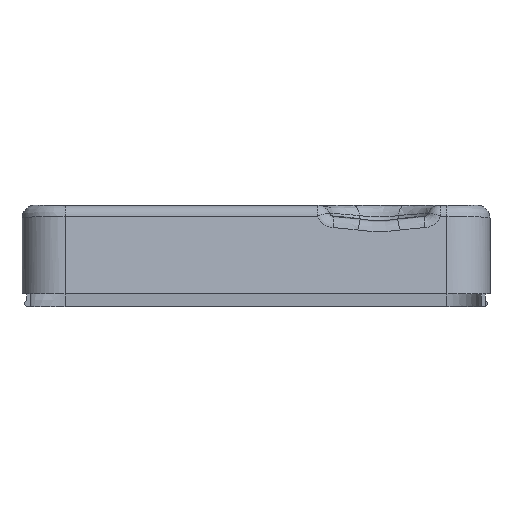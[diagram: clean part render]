
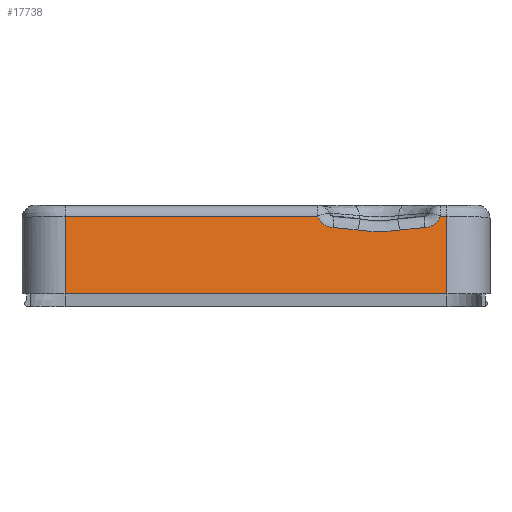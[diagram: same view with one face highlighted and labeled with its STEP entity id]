
A CAD part, front view. The second image highlights one B-rep face of the part: STEP entity #17738.
In plain terms, the highlighted planar face has unit normal (0, -0.99, 0.139).
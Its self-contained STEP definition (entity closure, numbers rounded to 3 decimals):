
#2381=DIRECTION('',(1.,0.,0.));
#2382=VECTOR('',#2381,58.648);
#2383=CARTESIAN_POINT('',(-42.1,-81.563,32.018));
#2384=LINE('',#2383,#2382);
#2395=DIRECTION('',(1.,0.,0.));
#2396=VECTOR('',#2395,88.7);
#2397=CARTESIAN_POINT('',(-42.1,-84.095,14.));
#2398=LINE('',#2397,#2396);
#2402=CARTESIAN_POINT('',(20.204,-81.93,29.406));
#2403=CARTESIAN_POINT('',(19.807,-81.929,29.416));
#2404=CARTESIAN_POINT('',(19.015,-81.909,29.554));
#2405=CARTESIAN_POINT('',(17.94,-81.832,30.102));
#2406=CARTESIAN_POINT('',(17.074,-81.714,30.941));
#2407=CARTESIAN_POINT('',(16.686,-81.615,31.645));
#2408=CARTESIAN_POINT('',(16.548,-81.563,32.018));
#2413=CARTESIAN_POINT('',(25.98,-82.01,28.835));
#2414=CARTESIAN_POINT('',(24.073,-81.963,29.169));
#2415=CARTESIAN_POINT('',(22.14,-81.936,29.36));
#2416=CARTESIAN_POINT('',(20.204,-81.93,29.406));
#2421=CARTESIAN_POINT('',(35.62,-82.01,28.835));
#2422=CARTESIAN_POINT('',(32.437,-82.088,28.279));
#2423=CARTESIAN_POINT('',(29.163,-82.088,28.279));
#2424=CARTESIAN_POINT('',(25.98,-82.01,28.835));
#2429=CARTESIAN_POINT('',(41.396,-81.93,29.406));
#2430=CARTESIAN_POINT('',(39.46,-81.936,29.36));
#2431=CARTESIAN_POINT('',(37.527,-81.963,29.169));
#2432=CARTESIAN_POINT('',(35.62,-82.01,28.835));
#2437=CARTESIAN_POINT('',(45.052,-81.563,32.018));
#2438=CARTESIAN_POINT('',(44.914,-81.615,31.645));
#2439=CARTESIAN_POINT('',(44.526,-81.714,30.941));
#2440=CARTESIAN_POINT('',(43.66,-81.832,30.102));
#2441=CARTESIAN_POINT('',(42.585,-81.909,29.554));
#2442=CARTESIAN_POINT('',(41.793,-81.929,29.416));
#2443=CARTESIAN_POINT('',(41.396,-81.93,29.406));
#2455=DIRECTION('',(1.,0.,0.));
#2456=VECTOR('',#2455,1.548);
#2457=CARTESIAN_POINT('',(45.052,-81.563,32.018));
#2458=LINE('',#2457,#2456);
#2568=DIRECTION('',(0.,0.139,0.99));
#2569=VECTOR('',#2568,18.195);
#2570=CARTESIAN_POINT('',(-42.1,-84.095,14.));
#2571=LINE('',#2570,#2569);
#2575=CARTESIAN_POINT('',(-42.1,-81.563,32.018));
#5389=CARTESIAN_POINT('',(41.396,-81.93,29.406));
#9287=DIRECTION('',(0.,-0.139,-0.99));
#9288=VECTOR('',#9287,18.195);
#9289=CARTESIAN_POINT('',(46.6,-81.563,32.018));
#9290=LINE('',#9289,#9288);
#9300=CARTESIAN_POINT('',(46.6,-81.563,32.018));
#13526=CARTESIAN_POINT('',(-42.1,-84.095,14.));
#13527=CARTESIAN_POINT('',(46.6,-84.095,14.));
#13528=VERTEX_POINT('',#13526);
#13529=VERTEX_POINT('',#13527);
#13722=VERTEX_POINT('',#2575);
#14037=VERTEX_POINT('',#2421);
#14038=VERTEX_POINT('',#2424);
#14182=CARTESIAN_POINT('',(16.548,-81.563,
32.018));
#14183=VERTEX_POINT('',#14182);
#14470=VERTEX_POINT('',#2416);
#14679=VERTEX_POINT('',#9300);
#15255=CARTESIAN_POINT('',(45.052,-81.563,
32.018));
#15256=VERTEX_POINT('',#15255);
#15640=VERTEX_POINT('',#5389);
#17712=CARTESIAN_POINT('',(0.,-81.2,34.6));
#17713=DIRECTION('',(0.,-0.99,0.139));
#17714=DIRECTION('',(0.,-0.139,-0.99));
#17715=AXIS2_PLACEMENT_3D('',#17712,#17713,#17714);
#17716=PLANE('',#17715);
#17718=ORIENTED_EDGE('',*,*,#17717,.T.);
#17720=ORIENTED_EDGE('',*,*,#17719,.T.);
#17722=ORIENTED_EDGE('',*,*,#17721,.F.);
#17724=ORIENTED_EDGE('',*,*,#17723,.T.);
#17725=ORIENTED_EDGE('',*,*,#17703,.T.);
#17727=ORIENTED_EDGE('',*,*,#17726,.F.);
#17729=ORIENTED_EDGE('',*,*,#17728,.F.);
#17731=ORIENTED_EDGE('',*,*,#17730,.F.);
#17733=ORIENTED_EDGE('',*,*,#17732,.F.);
#17735=ORIENTED_EDGE('',*,*,#17734,.F.);
#17736=EDGE_LOOP('',(#17718,#17720,#17722,#17724,#17725,#17727,#17729,#17731,
#17733,#17735));
#17737=FACE_OUTER_BOUND('',#17736,.F.);
#17738=ADVANCED_FACE('',(#17737),#17716,.T.);
#2409=B_SPLINE_CURVE_WITH_KNOTS('',3,(#2402,#2403,#2404,#2405,#2406,#2407,
#2408),.UNSPECIFIED.,.F.,.F.,(4,1,1,1,4),(0.,0.25,0.5,0.75,1.),
.UNSPECIFIED.);
#2417=B_SPLINE_CURVE_WITH_KNOTS('',3,(#2413,#2414,#2415,#2416),.UNSPECIFIED.,
.F.,.F.,(4,4),(0.,1.),.UNSPECIFIED.);
#2425=B_SPLINE_CURVE_WITH_KNOTS('',3,(#2421,#2422,#2423,#2424),.UNSPECIFIED.,
.F.,.F.,(4,4),(0.,1.),.UNSPECIFIED.);
#2433=B_SPLINE_CURVE_WITH_KNOTS('',3,(#2429,#2430,#2431,#2432),.UNSPECIFIED.,
.F.,.F.,(4,4),(0.,1.),.UNSPECIFIED.);
#2444=B_SPLINE_CURVE_WITH_KNOTS('',3,(#2437,#2438,#2439,#2440,#2441,#2442,
#2443),.UNSPECIFIED.,.F.,.F.,(4,1,1,1,4),(0.,0.25,0.5,0.75,1.),
.UNSPECIFIED.);
#17703=EDGE_CURVE('',#13722,#14183,#2384,.T.);
#17717=EDGE_CURVE('',#15256,#14679,#2458,.T.);
#17719=EDGE_CURVE('',#14679,#13529,#9290,.T.);
#17721=EDGE_CURVE('',#13528,#13529,#2398,.T.);
#17723=EDGE_CURVE('',#13528,#13722,#2571,.T.);
#17726=EDGE_CURVE('',#14470,#14183,#2409,.T.);
#17728=EDGE_CURVE('',#14038,#14470,#2417,.T.);
#17730=EDGE_CURVE('',#14037,#14038,#2425,.T.);
#17732=EDGE_CURVE('',#15640,#14037,#2433,.T.);
#17734=EDGE_CURVE('',#15256,#15640,#2444,.T.);
